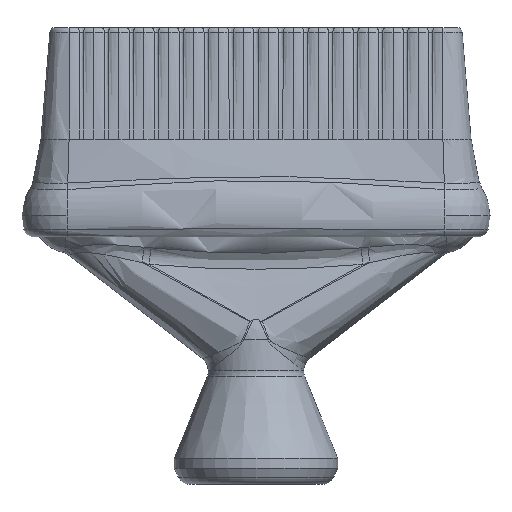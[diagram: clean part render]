
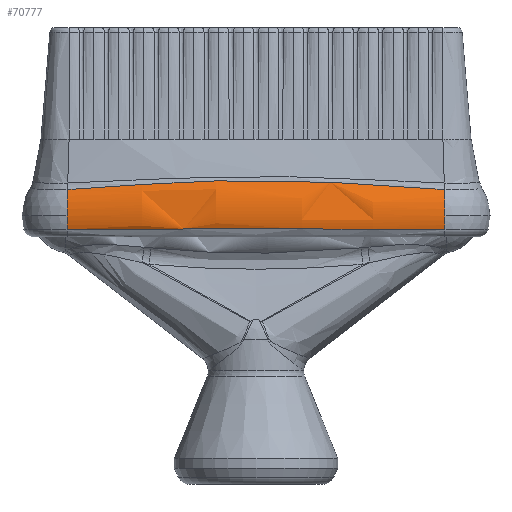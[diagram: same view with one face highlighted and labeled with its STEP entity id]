
A CAD part, front view. The second image highlights one B-rep face of the part: STEP entity #70777.
In plain terms, the highlighted toroidal (fillet/blend) face has major radius 136.22 mm and minor radius 142.636 mm.
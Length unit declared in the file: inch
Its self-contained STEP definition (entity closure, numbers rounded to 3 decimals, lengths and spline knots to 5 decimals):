
#915 = CARTESIAN_POINT ( 'NONE',  ( 0.74173, -0.1748, 0.10399 ) ) ;
#917 = B_SPLINE_CURVE_WITH_KNOTS ( 'NONE', 3,
 ( #918, #922, #921, #920 ),
 .UNSPECIFIED., .F., .F.,
 ( 4, 4 ),
 ( 0., 0.0001 ),
 .UNSPECIFIED. ) ;
#918 = CARTESIAN_POINT ( 'NONE',  ( 0.74545, -0.17434, 0.10378 ) ) ;
#920 = CARTESIAN_POINT ( 'NONE',  ( 0.74173, -0.1748, 0.10399 ) ) ;
#921 = CARTESIAN_POINT ( 'NONE',  ( 0.74297, -0.17466, 0.1039 ) ) ;
#922 = CARTESIAN_POINT ( 'NONE',  ( 0.74421, -0.1745, 0.10384 ) ) ;
#1083 = DIRECTION ( 'NONE',  ( 1., 0., 0. ) ) ;
#1084 = CARTESIAN_POINT ( 'NONE',  ( 0.74545, 0., 0. ) ) ;
#1085 = CARTESIAN_POINT ( 'NONE',  ( 0.74545, -0.17434, 0.10378 ) ) ;
#1087 = DIRECTION ( 'NONE',  ( 0., 0., -1. ) ) ;
#1088 = AXIS2_PLACEMENT_3D ( 'NONE', #1084, #1083, #1087 ) ;
#1089 = CIRCLE ( 'NONE', #1088, 0.20289 ) ;
#1153 = B_SPLINE_CURVE_WITH_KNOTS ( 'NONE', 3,
 ( #1210, #1209, #1208, #1207, #1206, #1205, #1204 ),
 .UNSPECIFIED., .F., .F.,
 ( 4, 3, 4 ),
 ( 0., 0., 0.0001 ),
 .UNSPECIFIED. ) ;
#1183 = DIRECTION ( 'NONE',  ( 0., 0., -1. ) ) ;
#1184 = DIRECTION ( 'NONE',  ( 1., 0., 0. ) ) ;
#1185 = CARTESIAN_POINT ( 'NONE',  ( -0.74545, 0., 0. ) ) ;
#1186 = AXIS2_PLACEMENT_3D ( 'NONE', #1185, #1184, #1183 ) ;
#1187 = CIRCLE ( 'NONE', #1186, 0.20289 ) ;
#1189 = CARTESIAN_POINT ( 'NONE',  ( -0.74171, -0.1748, 0.10399 ) ) ;
#1190 = B_SPLINE_CURVE_WITH_KNOTS ( 'NONE', 3,
 ( #1241, #1240, #1239, #1238, #1237, #1236, #1235, #1234, #1233, #1232, #1231, #1230, #1229, #1228, #1227, #1226, #1225, #1224 ),
 .UNSPECIFIED., .F., .F.,
 ( 4, 2, 2, 2, 2, 2, 2, 2, 4 ),
 ( 0., 0.00473, 0.00945, 0.01418, 0.01891, 0.02364, 0.02836, 0.03309, 0.03782 ),
 .UNSPECIFIED. ) ;
#1191 = CARTESIAN_POINT ( 'NONE',  ( 0.74545, -0.19566, -0.05369 ) ) ;
#1192 = CARTESIAN_POINT ( 'NONE',  ( 0.62189, -0.21309, -0.0527 ) ) ;
#1193 = CARTESIAN_POINT ( 'NONE',  ( 0.49801, -0.22591, -0.0522 ) ) ;
#1194 = CARTESIAN_POINT ( 'NONE',  ( 0.24966, -0.24303, -0.05153 ) ) ;
#1195 = CARTESIAN_POINT ( 'NONE',  ( 0.12517, -0.2473, -0.05139 ) ) ;
#1196 = CARTESIAN_POINT ( 'NONE',  ( -0.12435, -0.24732, -0.05139 ) ) ;
#1197 = CARTESIAN_POINT ( 'NONE',  ( -0.24894, -0.24306, -0.05153 ) ) ;
#1198 = CARTESIAN_POINT ( 'NONE',  ( -0.49775, -0.22594, -0.05219 ) ) ;
#1199 = CARTESIAN_POINT ( 'NONE',  ( -0.6219, -0.21309, -0.0527 ) ) ;
#1200 = CARTESIAN_POINT ( 'NONE',  ( -0.74545, -0.19566, -0.05369 ) ) ;
#1201 = B_SPLINE_CURVE_WITH_KNOTS ( 'NONE', 3,
 ( #1200, #1199, #1198, #1197, #1196, #1195, #1194, #1193, #1192, #1191 ),
 .UNSPECIFIED., .F., .F.,
 ( 4, 2, 2, 2, 4 ),
 ( 0., 0.0095, 0.01901, 0.02851, 0.03801 ),
 .UNSPECIFIED. ) ;
#1202 = CARTESIAN_POINT ( 'NONE',  ( -0.74545, -0.19566, -0.05369 ) ) ;
#1204 = CARTESIAN_POINT ( 'NONE',  ( -0.74545, -0.17434, 0.10378 ) ) ;
#1205 = CARTESIAN_POINT ( 'NONE',  ( -0.74421, -0.1745, 0.10384 ) ) ;
#1206 = CARTESIAN_POINT ( 'NONE',  ( -0.74297, -0.17466, 0.1039 ) ) ;
#1207 = CARTESIAN_POINT ( 'NONE',  ( -0.74173, -0.1748, 0.10399 ) ) ;
#1208 = CARTESIAN_POINT ( 'NONE',  ( -0.74172, -0.1748, 0.10399 ) ) ;
#1209 = CARTESIAN_POINT ( 'NONE',  ( -0.74172, -0.1748, 0.10399 ) ) ;
#1210 = CARTESIAN_POINT ( 'NONE',  ( -0.74171, -0.1748, 0.10399 ) ) ;
#1224 = CARTESIAN_POINT ( 'NONE',  ( -0.74171, -0.1748, 0.10399 ) ) ;
#1225 = CARTESIAN_POINT ( 'NONE',  ( -0.6802, -0.18181, 0.10824 ) ) ;
#1226 = CARTESIAN_POINT ( 'NONE',  ( -0.61862, -0.1876, 0.11252 ) ) ;
#1227 = CARTESIAN_POINT ( 'NONE',  ( -0.49529, -0.19691, 0.12088 ) ) ;
#1228 = CARTESIAN_POINT ( 'NONE',  ( -0.43355, -0.20042, 0.12495 ) ) ;
#1229 = CARTESIAN_POINT ( 'NONE',  ( -0.30988, -0.20561, 0.13208 ) ) ;
#1230 = CARTESIAN_POINT ( 'NONE',  ( -0.24793, -0.20731, 0.13513 ) ) ;
#1231 = CARTESIAN_POINT ( 'NONE',  ( -0.12398, -0.20947, 0.13932 ) ) ;
#1232 = CARTESIAN_POINT ( 'NONE',  ( -0.06202, -0.20994, 0.14045 ) ) ;
#1233 = CARTESIAN_POINT ( 'NONE',  ( 0.06191, -0.20994, 0.14045 ) ) ;
#1234 = CARTESIAN_POINT ( 'NONE',  ( 0.12386, -0.20947, 0.13932 ) ) ;
#1235 = CARTESIAN_POINT ( 'NONE',  ( 0.24776, -0.20732, 0.13513 ) ) ;
#1236 = CARTESIAN_POINT ( 'NONE',  ( 0.30972, -0.20562, 0.13209 ) ) ;
#1237 = CARTESIAN_POINT ( 'NONE',  ( 0.43343, -0.20043, 0.12496 ) ) ;
#1238 = CARTESIAN_POINT ( 'NONE',  ( 0.4952, -0.19692, 0.12089 ) ) ;
#1239 = CARTESIAN_POINT ( 'NONE',  ( 0.61859, -0.18761, 0.11252 ) ) ;
#1240 = CARTESIAN_POINT ( 'NONE',  ( 0.68023, -0.18181, 0.10824 ) ) ;
#1241 = CARTESIAN_POINT ( 'NONE',  ( 0.74173, -0.1748, 0.10399 ) ) ;
#1261 = DIRECTION ( 'NONE',  ( 0., 0., -1. ) ) ;
#1262 = DIRECTION ( 'NONE',  ( 1., 0., 0. ) ) ;
#1263 = CARTESIAN_POINT ( 'NONE',  ( 0., 0., 0. ) ) ;
#1264 = AXIS2_PLACEMENT_3D ( 'NONE', #1263, #1262, #1261 ) ;
#1265 = TOROIDAL_SURFACE ( 'NONE', #1264, -5.36299, 5.61558 ) ;
#1271 = FACE_OUTER_BOUND ( 'NONE', #70702, .T. ) ;
#70702 = EDGE_LOOP ( 'NONE', ( #70703, #70712, #70761, #70754, #70750, #70758, #70748, #70759 ) ) ;
#70703 = ORIENTED_EDGE ( 'NONE', *, *, #70704, .F. ) ;
#70704 = EDGE_CURVE ( 'NONE', #70705, #73539, #1089, .T. ) ;
#70705 = VERTEX_POINT ( 'NONE', #1085 ) ;
#70712 = ORIENTED_EDGE ( 'NONE', *, *, #70713, .T. ) ;
#70713 = EDGE_CURVE ( 'NONE', #70705, #70714, #917, .T. ) ;
#70714 = VERTEX_POINT ( 'NONE', #915 ) ;
#70748 = ORIENTED_EDGE ( 'NONE', *, *, #70751, .T. ) ;
#70749 = EDGE_CURVE ( 'NONE', #70756, #73529, #1153, .T. ) ;
#70750 = ORIENTED_EDGE ( 'NONE', *, *, #73528, .T. ) ;
#70751 = EDGE_CURVE ( 'NONE', #70753, #73542, #1201, .T. ) ;
#70753 = VERTEX_POINT ( 'NONE', #1202 ) ;
#70754 = ORIENTED_EDGE ( 'NONE', *, *, #70749, .T. ) ;
#70755 = EDGE_CURVE ( 'NONE', #70714, #70756, #1190, .T. ) ;
#70756 = VERTEX_POINT ( 'NONE', #1189 ) ;
#70757 = EDGE_CURVE ( 'NONE', #73467, #70753, #1187, .T. ) ;
#70758 = ORIENTED_EDGE ( 'NONE', *, *, #70757, .T. ) ;
#70759 = ORIENTED_EDGE ( 'NONE', *, *, #73541, .F. ) ;
#70761 = ORIENTED_EDGE ( 'NONE', *, *, #70755, .T. ) ;
#70777 = ADVANCED_FACE ( 'NONE', ( #1271 ), #1265, .T. ) ;
#73467 = VERTEX_POINT ( 'NONE', #80013 ) ;
#73528 = EDGE_CURVE ( 'NONE', #73529, #73467, #80137, .T. ) ;
#73529 = VERTEX_POINT ( 'NONE', #80132 ) ;
#73539 = VERTEX_POINT ( 'NONE', #80231 ) ;
#73541 = EDGE_CURVE ( 'NONE', #73539, #73542, #80230, .T. ) ;
#73542 = VERTEX_POINT ( 'NONE', #80225 ) ;
#80013 = CARTESIAN_POINT ( 'NONE',  ( -0.74545, -0.20289, 0. ) ) ;
#80132 = CARTESIAN_POINT ( 'NONE',  ( -0.74545, -0.17434, 0.10378 ) ) ;
#80133 = DIRECTION ( 'NONE',  ( 0., 0., -1. ) ) ;
#80134 = DIRECTION ( 'NONE',  ( 1., 0., 0. ) ) ;
#80135 = CARTESIAN_POINT ( 'NONE',  ( -0.74545, 0., 0. ) ) ;
#80136 = AXIS2_PLACEMENT_3D ( 'NONE', #80135, #80134, #80133 ) ;
#80137 = CIRCLE ( 'NONE', #80136, 0.20289 ) ;
#80225 = CARTESIAN_POINT ( 'NONE',  ( 0.74545, -0.19566, -0.05369 ) ) ;
#80226 = DIRECTION ( 'NONE',  ( 0., 0., -1. ) ) ;
#80227 = DIRECTION ( 'NONE',  ( 1., 0., 0. ) ) ;
#80228 = CARTESIAN_POINT ( 'NONE',  ( 0.74545, 0., 0. ) ) ;
#80229 = AXIS2_PLACEMENT_3D ( 'NONE', #80228, #80227, #80226 ) ;
#80230 = CIRCLE ( 'NONE', #80229, 0.20289 ) ;
#80231 = CARTESIAN_POINT ( 'NONE',  ( 0.74545, -0.20289, 0. ) ) ;
